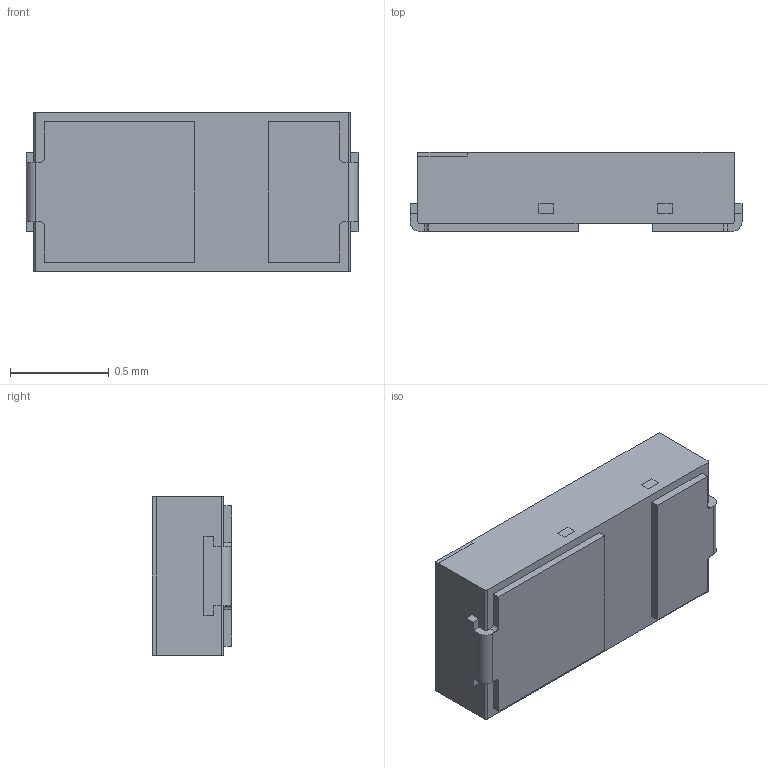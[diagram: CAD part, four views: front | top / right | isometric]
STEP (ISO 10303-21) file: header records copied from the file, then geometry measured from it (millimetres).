
FILE_DESCRIPTION(/* description */ ('STEP AP214'),/* implementation_level */ '2;1');
FILE_NAME(/* name */ 'DFN1608D-2.step',/* time_stamp */ '2025-10-02T04:59:11+02:00',/* author */ (''),/* organization */ (''),/* preprocessor_version */ 'ST-DEVELOPER v20.1',/* originating_system */ 'Autodesk Translation Framework v14.17.0.0',/* authorisation */ '');
FILE_SCHEMA (('AUTOMOTIVE_DESIGN { 1 0 10303 214 3 1 1 }'));
Length unit declared in the file: millimetre
Products named in the file (1): SOD1608
Bounding box: 1.68 x 0.4 x 0.8 mm (x, y, z)
Volume: 0.5 mm3; surface area: 7.6 mm2
Topology: 6 solids, 6 shells, 76 faces, 192 edges, 128 vertices
Faces by surface type: plane 66, cylinder 10
Entity records: 2313 total; most frequent: CARTESIAN_POINT 397, ORIENTED_EDGE 384, DIRECTION 366, EDGE_CURVE 192, LINE 172, VECTOR 172, VERTEX_POINT 128, AXIS2_PLACEMENT_3D 97
